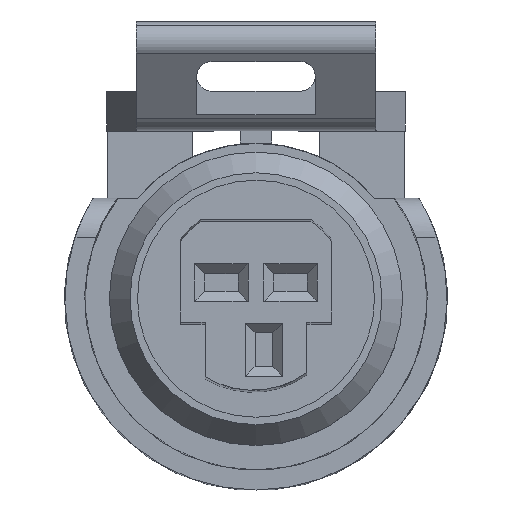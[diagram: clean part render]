
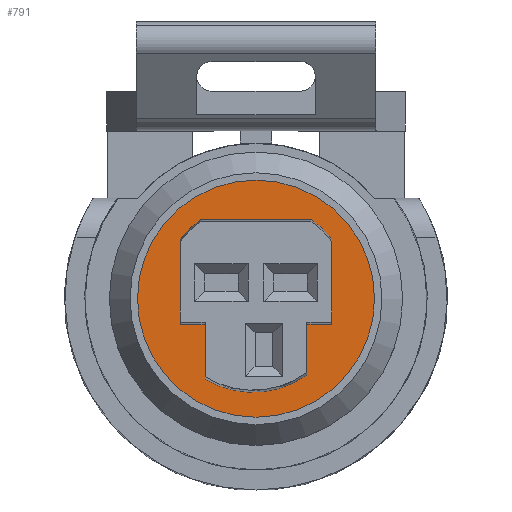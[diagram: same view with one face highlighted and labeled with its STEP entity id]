
A CAD part, top view. The second image highlights one B-rep face of the part: STEP entity #791.
In plain terms, the highlighted planar face has unit normal (0, 0, 1).
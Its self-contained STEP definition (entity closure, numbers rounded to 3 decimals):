
#109=FACE_BOUND('',#1052,.T.);
#110=FACE_BOUND('',#1053,.T.);
#174=PLANE('',#2613);
#370=LINE('',#3931,#618);
#371=LINE('',#3934,#619);
#372=LINE('',#3936,#620);
#373=LINE('',#3940,#621);
#374=LINE('',#3944,#622);
#375=LINE('',#3946,#623);
#376=LINE('',#3948,#624);
#618=VECTOR('',#3111,1.);
#619=VECTOR('',#3112,1.);
#620=VECTOR('',#3113,1.);
#621=VECTOR('',#3116,1.);
#622=VECTOR('',#3119,1.);
#623=VECTOR('',#3120,1.);
#624=VECTOR('',#3121,1.);
#791=ADVANCED_FACE('',(#109,#110),#174,.T.);
#1052=EDGE_LOOP('',(#1610,#1611,#1612,#1613,#1614,#1615,#1616,#1617,#1618,
#1619));
#1053=EDGE_LOOP('',(#1620));
#1162=CIRCLE('',#2609,4.876);
#1163=CIRCLE('',#2610,4.876);
#1164=CIRCLE('',#2611,4.735);
#1165=CIRCLE('',#2612,6.);
#1610=ORIENTED_EDGE('',*,*,#2328,.F.);
#1611=ORIENTED_EDGE('',*,*,#2329,.T.);
#1612=ORIENTED_EDGE('',*,*,#2330,.F.);
#1613=ORIENTED_EDGE('',*,*,#2331,.F.);
#1614=ORIENTED_EDGE('',*,*,#2332,.T.);
#1615=ORIENTED_EDGE('',*,*,#2333,.T.);
#1616=ORIENTED_EDGE('',*,*,#2334,.T.);
#1617=ORIENTED_EDGE('',*,*,#2335,.F.);
#1618=ORIENTED_EDGE('',*,*,#2336,.F.);
#1619=ORIENTED_EDGE('',*,*,#2337,.T.);
#1620=ORIENTED_EDGE('',*,*,#2338,.F.);
#2028=VERTEX_POINT('',#3932);
#2029=VERTEX_POINT('',#3933);
#2030=VERTEX_POINT('',#3935);
#2031=VERTEX_POINT('',#3937);
#2032=VERTEX_POINT('',#3939);
#2033=VERTEX_POINT('',#3941);
#2034=VERTEX_POINT('',#3943);
#2035=VERTEX_POINT('',#3945);
#2036=VERTEX_POINT('',#3947);
#2037=VERTEX_POINT('',#3949);
#2038=VERTEX_POINT('',#3952);
#2328=EDGE_CURVE('',#2028,#2029,#370,.T.);
#2329=EDGE_CURVE('',#2028,#2030,#371,.T.);
#2330=EDGE_CURVE('',#2031,#2030,#372,.T.);
#2331=EDGE_CURVE('',#2032,#2031,#1162,.T.);
#2332=EDGE_CURVE('',#2032,#2033,#373,.T.);
#2333=EDGE_CURVE('',#2033,#2034,#1163,.T.);
#2334=EDGE_CURVE('',#2034,#2035,#374,.T.);
#2335=EDGE_CURVE('',#2036,#2035,#375,.T.);
#2336=EDGE_CURVE('',#2037,#2036,#376,.T.);
#2337=EDGE_CURVE('',#2037,#2029,#1164,.T.);
#2338=EDGE_CURVE('',#2038,#2038,#1165,.T.);
#2609=AXIS2_PLACEMENT_3D('',#3938,#3114,#3115);
#2610=AXIS2_PLACEMENT_3D('',#3942,#3117,#3118);
#2611=AXIS2_PLACEMENT_3D('',#3950,#3122,#3123);
#2612=AXIS2_PLACEMENT_3D('',#3951,#3124,#3125);
#2613=AXIS2_PLACEMENT_3D('',#3953,#3126,#3127);
#3111=DIRECTION('',(0.,-1.,0.));
#3112=DIRECTION('',(-1.,0.,0.));
#3113=DIRECTION('',(0.,-1.,0.));
#3114=DIRECTION('',(0.,0.,1.));
#3115=DIRECTION('',(1.,0.,0.));
#3116=DIRECTION('',(1.,0.,0.));
#3117=DIRECTION('',(0.,0.,-1.));
#3118=DIRECTION('',(1.,0.,0.));
#3119=DIRECTION('',(0.,-1.,0.));
#3120=DIRECTION('',(1.,0.,0.));
#3121=DIRECTION('',(0.,1.,0.));
#3122=DIRECTION('',(0.,0.,-1.));
#3123=DIRECTION('',(1.,0.,0.));
#3124=DIRECTION('',(0.,0.,-1.));
#3125=DIRECTION('',(1.,0.,0.));
#3126=DIRECTION('',(0.,0.,1.));
#3127=DIRECTION('',(0.,-1.,0.));
#3931=CARTESIAN_POINT('',(-2.575,0.,-1.2));
#3932=CARTESIAN_POINT('',(-2.575,-1.285,-1.2));
#3933=CARTESIAN_POINT('',(-2.575,-4.072,-1.2));
#3934=CARTESIAN_POINT('',(3.225,-1.285,-1.2));
#3935=CARTESIAN_POINT('',(-3.839,-1.285,-1.2));
#3936=CARTESIAN_POINT('',(-3.839,0.,-1.2));
#3937=CARTESIAN_POINT('',(-3.839,3.006,-1.2));
#3938=CARTESIAN_POINT('',(0.,0.,-1.2));
#3939=CARTESIAN_POINT('',(-2.81,3.985,-1.2));
#3940=CARTESIAN_POINT('',(2.798,3.985,-1.2));
#3941=CARTESIAN_POINT('',(2.81,3.985,-1.2));
#3942=CARTESIAN_POINT('',(0.,0.,-1.2));
#3943=CARTESIAN_POINT('',(3.839,3.006,-1.2));
#3944=CARTESIAN_POINT('',(3.839,-1.2,-1.2));
#3945=CARTESIAN_POINT('',(3.839,-1.285,-1.2));
#3946=CARTESIAN_POINT('',(0.,-1.285,-1.2));
#3947=CARTESIAN_POINT('',(2.575,-1.285,-1.2));
#3948=CARTESIAN_POINT('',(2.575,0.,-1.2));
#3949=CARTESIAN_POINT('',(2.575,-3.865,-1.2));
#3950=CARTESIAN_POINT('',(-0.16,0.,-1.2));
#3951=CARTESIAN_POINT('',(0.,0.,-1.2));
#3952=CARTESIAN_POINT('',(6.,0.,-1.2));
#3953=CARTESIAN_POINT('',(0.,0.,-1.2));
